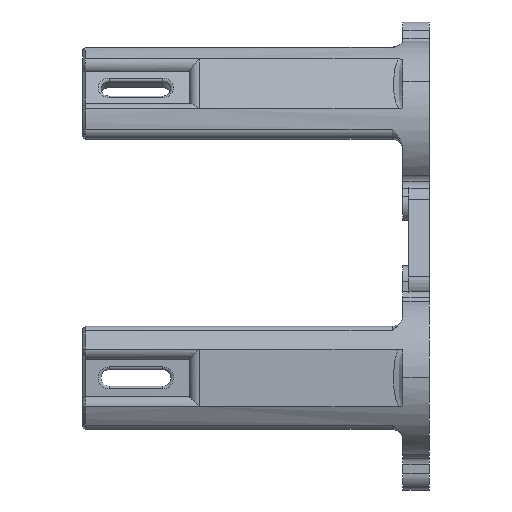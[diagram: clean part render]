
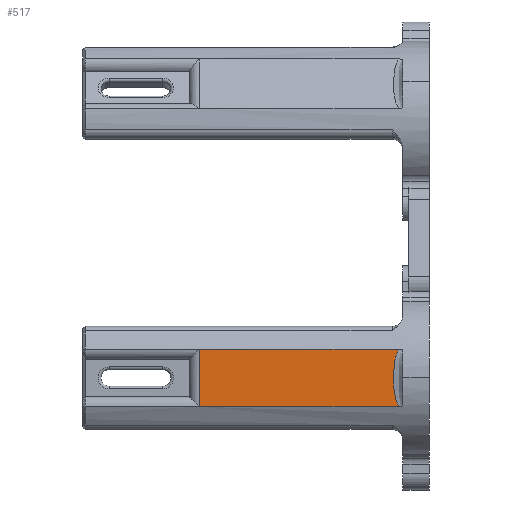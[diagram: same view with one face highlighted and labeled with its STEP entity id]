
A CAD part, left-side view. The second image highlights one B-rep face of the part: STEP entity #517.
In plain terms, the highlighted planar face has unit normal (-1, 0, 0).
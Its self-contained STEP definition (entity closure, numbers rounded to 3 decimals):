
#9 = DIRECTION ( 'NONE',  ( 0., 0., 1. ) ) ;
#42 = ORIENTED_EDGE ( 'NONE', *, *, #2209, .F. ) ;
#199 = CARTESIAN_POINT ( 'NONE',  ( -14., 6.615, 2.716 ) ) ;
#202 = CARTESIAN_POINT ( 'NONE',  ( -14., 5., -5.385 ) ) ;
#234 = EDGE_CURVE ( 'NONE', #2768, #1683, #1098, .T. ) ;
#327 = ORIENTED_EDGE ( 'NONE', *, *, #3161, .T. ) ;
#365 = AXIS2_PLACEMENT_3D ( 'NONE', #1209, #3507, #2073 ) ;
#476 = CARTESIAN_POINT ( 'NONE',  ( -14., 5.703, 5.354 ) ) ;
#517 = ADVANCED_FACE ( 'NONE', ( #1549 ), #2643, .T. ) ;
#532 = CARTESIAN_POINT ( 'NONE',  ( -14., 43.064, 5.385 ) ) ;
#929 = EDGE_LOOP ( 'NONE', ( #1928, #327, #42, #2531 ) ) ;
#1030 = CARTESIAN_POINT ( 'NONE',  ( -14., 6.331, -4.222 ) ) ;
#1065 = CARTESIAN_POINT ( 'NONE',  ( -14., 5.677, -5.385 ) ) ;
#1098 = B_SPLINE_CURVE_WITH_KNOTS ( 'NONE', 3,
 ( #2707, #476, #2763, #1610, #199, #3043, #1339, #1030, #1282, #1878, #1065 ),
 .UNSPECIFIED., .F., .F.,
 ( 4, 1, 1, 1, 1, 1, 1, 1, 4 ),
 ( -3.095, -3.083, -2.992, -2.811, -2.629, -2.267, -2.085, -1.995, -1.982 ),
 .UNSPECIFIED. ) ;
#1163 = VERTEX_POINT ( 'NONE', #1395 ) ;
#1209 = CARTESIAN_POINT ( 'NONE',  ( -14., 5., -5.385 ) ) ;
#1282 = CARTESIAN_POINT ( 'NONE',  ( -14., 5.921, -5.088 ) ) ;
#1339 = CARTESIAN_POINT ( 'NONE',  ( -14., 6.718, -2.121 ) ) ;
#1378 = DIRECTION ( 'NONE',  ( 0., 1., 0. ) ) ;
#1395 = CARTESIAN_POINT ( 'NONE',  ( -14., 43.064, -5.385 ) ) ;
#1402 = DIRECTION ( 'NONE',  ( 0., 1., 0. ) ) ;
#1425 = LINE ( 'NONE', #2569, #1945 ) ;
#1549 = FACE_OUTER_BOUND ( 'NONE', #929, .T. ) ;
#1610 = CARTESIAN_POINT ( 'NONE',  ( -14., 6.328, 4.219 ) ) ;
#1683 = VERTEX_POINT ( 'NONE', #2608 ) ;
#1751 = CARTESIAN_POINT ( 'NONE',  ( -14., 5.677, 5.385 ) ) ;
#1878 = CARTESIAN_POINT ( 'NONE',  ( -14., 5.703, -5.355 ) ) ;
#1928 = ORIENTED_EDGE ( 'NONE', *, *, #234, .F. ) ;
#1945 = VECTOR ( 'NONE', #9, 1000. ) ;
#2073 = DIRECTION ( 'NONE',  ( 0., 1., 0. ) ) ;
#2209 = EDGE_CURVE ( 'NONE', #1163, #2253, #1425, .T. ) ;
#2253 = VERTEX_POINT ( 'NONE', #532 ) ;
#2516 = LINE ( 'NONE', #202, #3548 ) ;
#2531 = ORIENTED_EDGE ( 'NONE', *, *, #3466, .F. ) ;
#2569 = CARTESIAN_POINT ( 'NONE',  ( -14., 43.064, 3.5 ) ) ;
#2608 = CARTESIAN_POINT ( 'NONE',  ( -14., 5.677, -5.385 ) ) ;
#2643 = PLANE ( 'NONE',  #365 ) ;
#2707 = CARTESIAN_POINT ( 'NONE',  ( -14., 5.677, 5.385 ) ) ;
#2763 = CARTESIAN_POINT ( 'NONE',  ( -14., 5.922, 5.086 ) ) ;
#2768 = VERTEX_POINT ( 'NONE', #1751 ) ;
#2830 = LINE ( 'NONE', #3085, #3220 ) ;
#3043 = CARTESIAN_POINT ( 'NONE',  ( -14., 6.772, 0.303 ) ) ;
#3085 = CARTESIAN_POINT ( 'NONE',  ( -14., 5., 5.385 ) ) ;
#3161 = EDGE_CURVE ( 'NONE', #2768, #2253, #2830, .T. ) ;
#3220 = VECTOR ( 'NONE', #1402, 1000. ) ;
#3466 = EDGE_CURVE ( 'NONE', #1683, #1163, #2516, .T. ) ;
#3507 = DIRECTION ( 'NONE',  ( -1., 0., 0. ) ) ;
#3548 = VECTOR ( 'NONE', #1378, 1000. ) ;
